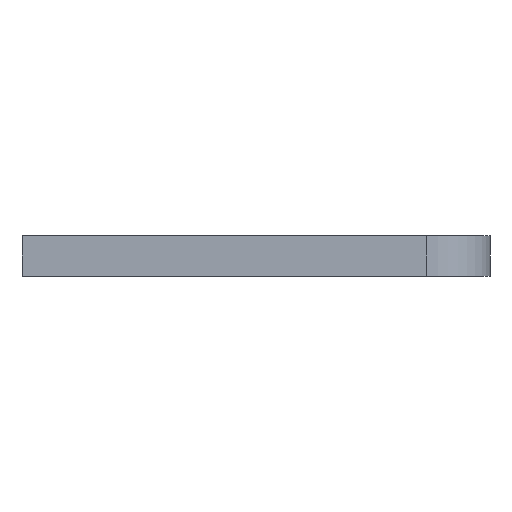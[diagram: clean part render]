
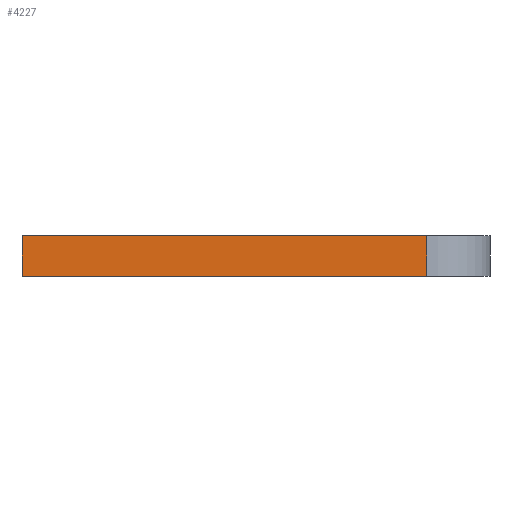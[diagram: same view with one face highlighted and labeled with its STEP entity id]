
A CAD part, left-side view. The second image highlights one B-rep face of the part: STEP entity #4227.
In plain terms, the highlighted planar face has unit normal (-1, 0, 0).
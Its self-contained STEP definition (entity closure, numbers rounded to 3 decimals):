
#3918=DIRECTION('',(0.,0.,-1.));
#3919=VECTOR('',#3918,3.2);
#3920=CARTESIAN_POINT('',(9.179,5.27,3.2));
#3921=LINE('',#3920,#3919);
#3932=DIRECTION('',(0.,-1.,0.));
#3933=VECTOR('',#3932,32.);
#3934=CARTESIAN_POINT('',(9.179,37.27,0.));
#3935=LINE('',#3934,#3933);
#3939=DIRECTION('',(0.,0.,-1.));
#3940=VECTOR('',#3939,3.2);
#3941=CARTESIAN_POINT('',(9.179,37.27,3.2));
#3942=LINE('',#3941,#3940);
#3946=DIRECTION('',(0.,1.,0.));
#3947=VECTOR('',#3946,32.);
#3948=CARTESIAN_POINT('',(9.179,5.27,3.2));
#3949=LINE('',#3948,#3947);
#4071=CARTESIAN_POINT('',(9.179,37.27,0.));
#4072=CARTESIAN_POINT('',(9.179,5.27,0.));
#4073=VERTEX_POINT('',#4071);
#4074=VERTEX_POINT('',#4072);
#4075=CARTESIAN_POINT('',(9.179,5.27,3.2));
#4076=VERTEX_POINT('',#4075);
#4077=CARTESIAN_POINT('',(9.179,37.27,3.2));
#4078=VERTEX_POINT('',#4077);
#4214=CARTESIAN_POINT('',(9.179,37.27,0.));
#4215=DIRECTION('',(-1.,0.,0.));
#4216=DIRECTION('',(0.,-1.,0.));
#4217=AXIS2_PLACEMENT_3D('',#4214,#4215,#4216);
#4218=PLANE('',#4217);
#4219=ORIENTED_EDGE('',*,*,#4170,.F.);
#4221=ORIENTED_EDGE('',*,*,#4220,.F.);
#4223=ORIENTED_EDGE('',*,*,#4222,.F.);
#4224=ORIENTED_EDGE('',*,*,#4198,.T.);
#4225=EDGE_LOOP('',(#4219,#4221,#4223,#4224));
#4226=FACE_OUTER_BOUND('',#4225,.F.);
#4170=EDGE_CURVE('',#4073,#4074,#3935,.T.);
#4198=EDGE_CURVE('',#4076,#4074,#3921,.T.);
#4220=EDGE_CURVE('',#4078,#4073,#3942,.T.);
#4222=EDGE_CURVE('',#4076,#4078,#3949,.T.);
#4227=ADVANCED_FACE('',(#4226),#4218,.T.);
